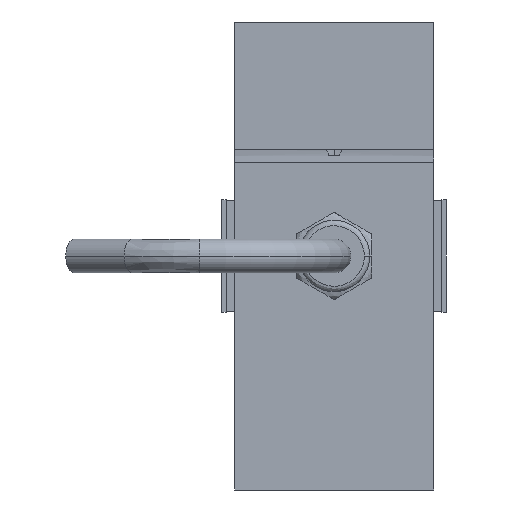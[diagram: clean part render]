
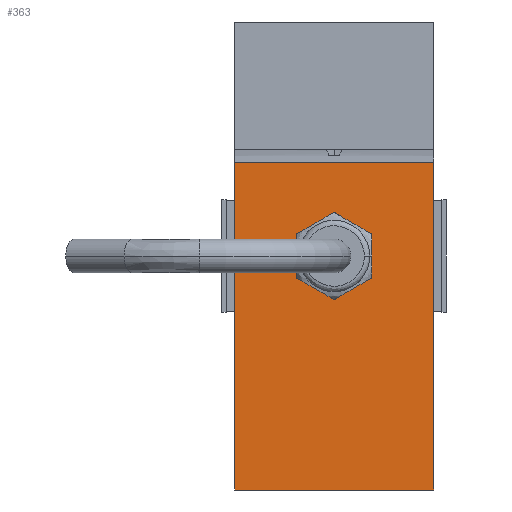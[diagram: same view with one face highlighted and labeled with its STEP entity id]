
A CAD part, left-side view. The second image highlights one B-rep face of the part: STEP entity #363.
In plain terms, the highlighted planar face has unit normal (-1, 0, 0).
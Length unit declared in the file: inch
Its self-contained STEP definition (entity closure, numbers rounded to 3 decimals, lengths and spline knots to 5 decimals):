
#1 = DIRECTION ( 'NONE',  ( 1., 0., 0. ) ) ;
#2 = DIRECTION ( 'NONE',  ( 0., 0., -1. ) ) ;
#115 = EDGE_LOOP ( 'NONE', ( #2263, #1597, #1147, #768 ) ) ;
#185 = EDGE_CURVE ( 'NONE', #226, #251, #939, .T. ) ;
#200 = ORIENTED_EDGE ( 'NONE', *, *, #185, .F. ) ;
#226 = VERTEX_POINT ( 'NONE', #1538 ) ;
#251 = VERTEX_POINT ( 'NONE', #1739 ) ;
#264 = EDGE_CURVE ( 'NONE', #251, #226, #1918, .T. ) ;
#297 = ORIENTED_EDGE ( 'NONE', *, *, #264, .F. ) ;
#336 = EDGE_LOOP ( 'NONE', ( #297, #200 ) ) ;
#363 = ADVANCED_FACE ( 'NONE', ( #2792, #2793 ), #2794, .F. ) ;
#480 = VERTEX_POINT ( 'NONE', #1917 ) ;
#484 = VERTEX_POINT ( 'NONE', #1993 ) ;
#495 = EDGE_CURVE ( 'NONE', #484, #777, #2103, .T. ) ;
#501 = EDGE_CURVE ( 'NONE', #758, #480, #2150, .T. ) ;
#504 = EDGE_CURVE ( 'NONE', #480, #484, #2189, .T. ) ;
#758 = VERTEX_POINT ( 'NONE', #2570 ) ;
#768 = ORIENTED_EDGE ( 'NONE', *, *, #495, .F. ) ;
#777 = VERTEX_POINT ( 'NONE', #2637 ) ;
#939 =( BOUNDED_CURVE ( )  B_SPLINE_CURVE ( 3, ( #940, #941, #942, #943 ),
 .UNSPECIFIED., .F., .T. ) 
 B_SPLINE_CURVE_WITH_KNOTS ( ( 4, 4 ),
 ( 0., 1. ),
 .UNSPECIFIED. ) 
 CURVE ( )  GEOMETRIC_REPRESENTATION_ITEM ( )  RATIONAL_B_SPLINE_CURVE ( ( 1., 0.333, 0.333, 1. ) ) 
 REPRESENTATION_ITEM ( '' )  );
#940 = CARTESIAN_POINT ( 'NONE',  ( -1.24, 0.26197, -1.74 ) ) ;
#941 = CARTESIAN_POINT ( 'NONE',  ( -1.24, 0.26197, -2.26394 ) ) ;
#942 = CARTESIAN_POINT ( 'NONE',  ( -1.24, -0.26197, -2.26394 ) ) ;
#943 = CARTESIAN_POINT ( 'NONE',  ( -1.24, -0.26197, -1.74 ) ) ;
#970 = EDGE_CURVE ( 'NONE', #777, #758, #2788, .T. ) ;
#1147 = ORIENTED_EDGE ( 'NONE', *, *, #970, .F. ) ;
#1538 = CARTESIAN_POINT ( 'NONE',  ( -1.24, 0.26197, -1.74 ) ) ;
#1597 = ORIENTED_EDGE ( 'NONE', *, *, #501, .F. ) ;
#1739 = CARTESIAN_POINT ( 'NONE',  ( -1.24, -0.26197, -1.74 ) ) ;
#1917 = CARTESIAN_POINT ( 'NONE',  ( -1.24, 0.74, -1.0455 ) ) ;
#1918 =( BOUNDED_CURVE ( )  B_SPLINE_CURVE ( 3, ( #1919, #1920, #1921, #1922 ),
 .UNSPECIFIED., .F., .F. ) 
 B_SPLINE_CURVE_WITH_KNOTS ( ( 4, 4 ),
 ( 0., 1. ),
 .UNSPECIFIED. ) 
 CURVE ( )  GEOMETRIC_REPRESENTATION_ITEM ( )  RATIONAL_B_SPLINE_CURVE ( ( 1., 0.333, 0.333, 1. ) ) 
 REPRESENTATION_ITEM ( '' )  );
#1919 = CARTESIAN_POINT ( 'NONE',  ( -1.24, -0.26197, -1.74 ) ) ;
#1920 = CARTESIAN_POINT ( 'NONE',  ( -1.24, -0.26197, -1.21606 ) ) ;
#1921 = CARTESIAN_POINT ( 'NONE',  ( -1.24, 0.26197, -1.21606 ) ) ;
#1922 = CARTESIAN_POINT ( 'NONE',  ( -1.24, 0.26197, -1.74 ) ) ;
#1993 = CARTESIAN_POINT ( 'NONE',  ( -1.24, -0.74, -1.0455 ) ) ;
#2103 = LINE ( 'NONE', #2104, #2105 ) ;
#2104 = CARTESIAN_POINT ( 'NONE',  ( -1.24, -0.74, -2.26275 ) ) ;
#2105 = VECTOR ( 'NONE', #2107, 39.37008 ) ;
#2107 = DIRECTION ( 'NONE',  ( 0., 0., -1. ) ) ;
#2150 = LINE ( 'NONE', #2151, #2152 ) ;
#2151 = CARTESIAN_POINT ( 'NONE',  ( -1.24, 0.74, -2.26275 ) ) ;
#2152 = VECTOR ( 'NONE', #2153, 39.37008 ) ;
#2153 = DIRECTION ( 'NONE',  ( 0., 0., 1. ) ) ;
#2189 = LINE ( 'NONE', #2190, #2191 ) ;
#2190 = CARTESIAN_POINT ( 'NONE',  ( -1.24, 0., -1.0455 ) ) ;
#2191 = VECTOR ( 'NONE', #2192, 39.37008 ) ;
#2192 = DIRECTION ( 'NONE',  ( 0., -1., 0. ) ) ;
#2263 = ORIENTED_EDGE ( 'NONE', *, *, #504, .F. ) ;
#2570 = CARTESIAN_POINT ( 'NONE',  ( -1.24, 0.74, -3.48 ) ) ;
#2637 = CARTESIAN_POINT ( 'NONE',  ( -1.24, -0.74, -3.48 ) ) ;
#2788 = LINE ( 'NONE', #2789, #2790 ) ;
#2789 = CARTESIAN_POINT ( 'NONE',  ( -1.24, 0., -3.48 ) ) ;
#2790 = VECTOR ( 'NONE', #2791, 39.37008 ) ;
#2791 = DIRECTION ( 'NONE',  ( 0., 1., 0. ) ) ;
#2792 = FACE_BOUND ( 'NONE', #336, .T. ) ;
#2793 = FACE_OUTER_BOUND ( 'NONE', #115, .T. ) ;
#2794 = PLANE ( 'NONE',  #2795 ) ;
#2795 = AXIS2_PLACEMENT_3D ( 'NONE', #2796, #1, #2 ) ;
#2796 = CARTESIAN_POINT ( 'NONE',  ( -1.24, -0.74, -1.0455 ) ) ;
